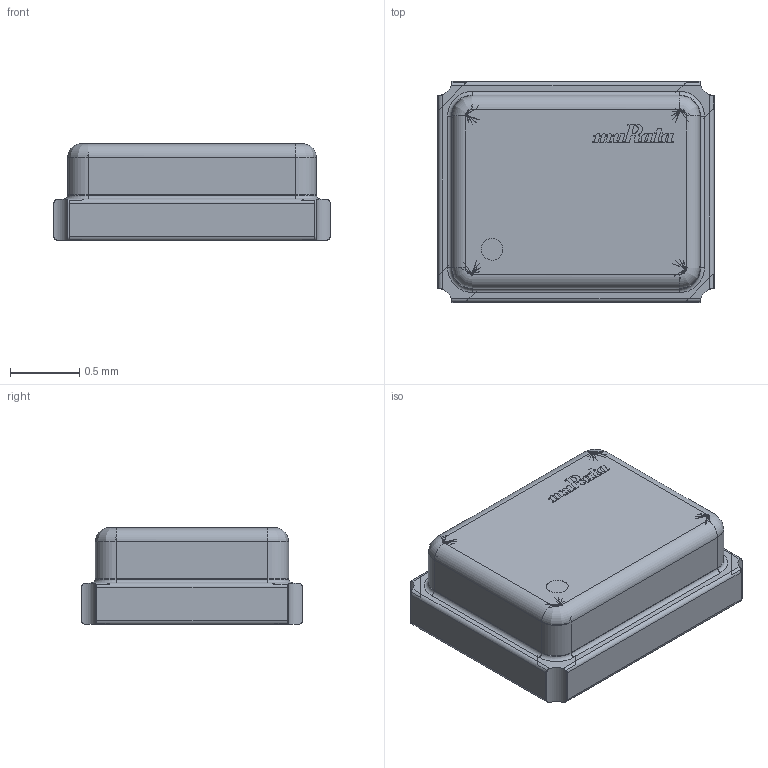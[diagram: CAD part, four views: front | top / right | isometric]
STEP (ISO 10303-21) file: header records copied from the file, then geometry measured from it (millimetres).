
FILE_DESCRIPTION(('FreeCAD Model'),'2;1');
FILE_NAME('Murata XRCGB16M000FXN00R0.step','2021-09-20T19:21:58' ,('Author'),(''),'Open CASCADE STEP processor 7.2','FreeCAD','Unknown' );
FILE_SCHEMA(('AUTOMOTIVE_DESIGN { 1 0 10303 214 1 1 1 1 }'));
Length unit declared in the file: millimetre
Products named in the file (6): Fillet_; Cut_; logo; dot; pins; body
Bounding box: 2 x 1.6 x 0.7 mm (x, y, z)
Volume: 2 mm3; surface area: 24.8 mm2
Topology: 8 solids, 8 shells, 434 faces, 1258 edges, 810 vertices
Faces by surface type: bspline 234, plane 116, cylinder 56, torus 24, revolution 4
Entity records: 14949 total; most frequent: CARTESIAN_POINT 5585, ORIENTED_EDGE 2456, EDGE_CURVE 1228, DIRECTION 1042, VERTEX_POINT 810, B_SPLINE_CURVE_WITH_KNOTS 740, FACE_BOUND 440, EDGE_LOOP 440
